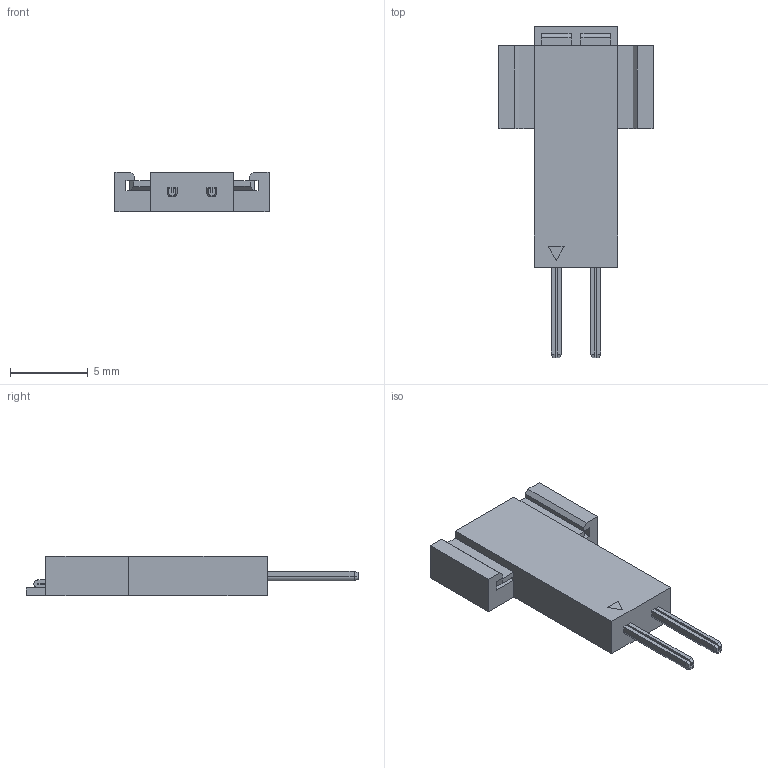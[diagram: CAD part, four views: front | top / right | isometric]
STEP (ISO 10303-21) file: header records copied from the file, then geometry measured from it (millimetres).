
FILE_DESCRIPTION (( 'STEP AP214' ), '1' );
FILE_NAME ('66226-002LF.STEP', '2022-03-24T07:34:02', ( '' ), ( '' ), 'SwSTEP 2.0', 'SolidWorks 2017', '' );
FILE_SCHEMA (( 'AUTOMOTIVE_DESIGN' ));
Length unit declared in the file: inch
Products named in the file (1): 66226-002LF
Bounding box: 9.91 x 21.34 x 2.54 mm (x, y, z)
Volume: 253.7 mm3; surface area: 450.2 mm2
Topology: 6 solids, 6 shells, 109 faces, 276 edges, 180 vertices
Faces by surface type: plane 97, cylinder 8, cone 4
Entity records: 3309 total; most frequent: CARTESIAN_POINT 566, ORIENTED_EDGE 552, DIRECTION 516, EDGE_CURVE 276, LINE 256, VECTOR 256, VERTEX_POINT 180, AXIS2_PLACEMENT_3D 130
